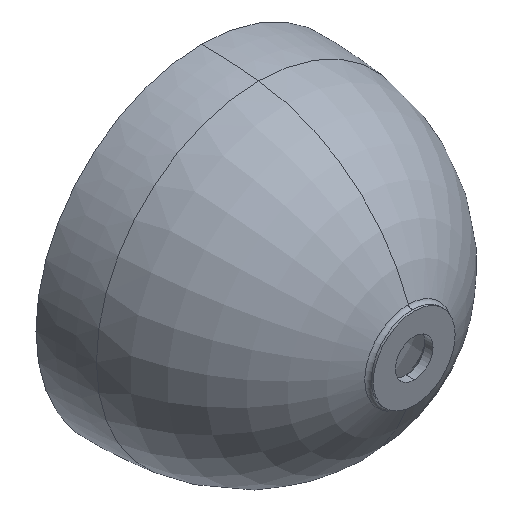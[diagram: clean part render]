
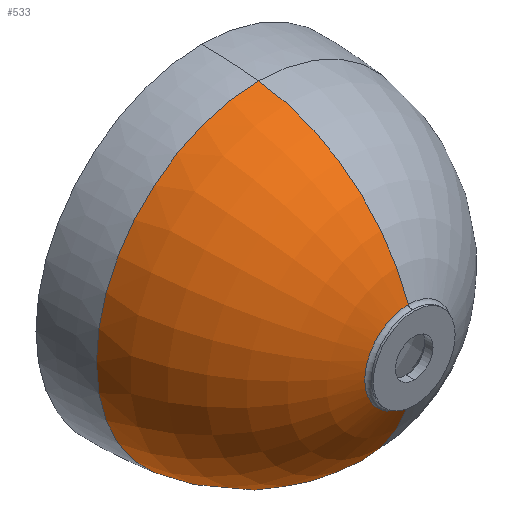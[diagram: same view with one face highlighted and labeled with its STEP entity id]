
A CAD part, isometric view. The second image highlights one B-rep face of the part: STEP entity #533.
In plain terms, the highlighted toroidal (fillet/blend) face has major radius 20.044 mm and minor radius 220 mm.
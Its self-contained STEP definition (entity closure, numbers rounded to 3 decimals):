
#4 = VERTEX_POINT ( 'NONE', #184 ) ;
#6 = AXIS2_PLACEMENT_3D ( 'NONE', #513, #216, #447 ) ;
#26 = CARTESIAN_POINT ( 'NONE',  ( 0., 214.552, 0. ) ) ;
#51 = CARTESIAN_POINT ( 'NONE',  ( 0., 214.552, 20.044 ) ) ;
#112 = EDGE_CURVE ( 'NONE', #208, #4, #345, .T. ) ;
#119 = DIRECTION ( 'NONE',  ( 0., 0., -1. ) ) ;
#138 = DIRECTION ( 'NONE',  ( 0., -1., 0. ) ) ;
#161 = DIRECTION ( 'NONE',  ( 0., 0., -1. ) ) ;
#170 = EDGE_CURVE ( 'NONE', #208, #445, #396, .T. ) ;
#183 = AXIS2_PLACEMENT_3D ( 'NONE', #408, #490, #161 ) ;
#184 = CARTESIAN_POINT ( 'NONE',  ( 0., 190., -198.582 ) ) ;
#186 = CARTESIAN_POINT ( 'NONE',  ( 0., 7.149, -53.332 ) ) ;
#189 = CARTESIAN_POINT ( 'NONE',  ( 0., 190., 198.582 ) ) ;
#194 = EDGE_LOOP ( 'NONE', ( #234, #545, #360, #416 ) ) ;
#202 = VERTEX_POINT ( 'NONE', #186 ) ;
#207 = EDGE_CURVE ( 'NONE', #4, #202, #405, .T. ) ;
#208 = VERTEX_POINT ( 'NONE', #189 ) ;
#216 = DIRECTION ( 'NONE',  ( 1., 0., 0. ) ) ;
#234 = ORIENTED_EDGE ( 'NONE', *, *, #170, .F. ) ;
#258 = CARTESIAN_POINT ( 'NONE',  ( 0., 7.149, 53.332 ) ) ;
#275 = EDGE_CURVE ( 'NONE', #445, #202, #410, .T. ) ;
#293 = AXIS2_PLACEMENT_3D ( 'NONE', #26, #486, #363 ) ;
#311 = CARTESIAN_POINT ( 'NONE',  ( 0., 7.149, 0. ) ) ;
#345 = CIRCLE ( 'NONE', #183, 198.582 ) ;
#360 = ORIENTED_EDGE ( 'NONE', *, *, #207, .T. ) ;
#363 = DIRECTION ( 'NONE',  ( 0., 0., -1. ) ) ;
#395 = DIRECTION ( 'NONE',  ( -1., 0., 0. ) ) ;
#396 = CIRCLE ( 'NONE', #6, 220. ) ;
#403 = FACE_OUTER_BOUND ( 'NONE', #194, .T. ) ;
#405 = CIRCLE ( 'NONE', #439, 220. ) ;
#408 = CARTESIAN_POINT ( 'NONE',  ( 0., 190., 0. ) ) ;
#410 = CIRCLE ( 'NONE', #415, 53.332 ) ;
#415 = AXIS2_PLACEMENT_3D ( 'NONE', #311, #138, #119 ) ;
#416 = ORIENTED_EDGE ( 'NONE', *, *, #275, .F. ) ;
#439 = AXIS2_PLACEMENT_3D ( 'NONE', #51, #395, #458 ) ;
#445 = VERTEX_POINT ( 'NONE', #258 ) ;
#447 = DIRECTION ( 'NONE',  ( 0., 0., -1. ) ) ;
#458 = DIRECTION ( 'NONE',  ( 0., 0., 1. ) ) ;
#466 = TOROIDAL_SURFACE ( 'NONE', #293, -20.044, 220. ) ;
#486 = DIRECTION ( 'NONE',  ( 0., -1., 0. ) ) ;
#490 = DIRECTION ( 'NONE',  ( 0., -1., 0. ) ) ;
#513 = CARTESIAN_POINT ( 'NONE',  ( 0., 214.552, -20.044 ) ) ;
#533 = ADVANCED_FACE ( 'NONE', ( #403 ), #466, .T. ) ;
#545 = ORIENTED_EDGE ( 'NONE', *, *, #112, .T. ) ;
